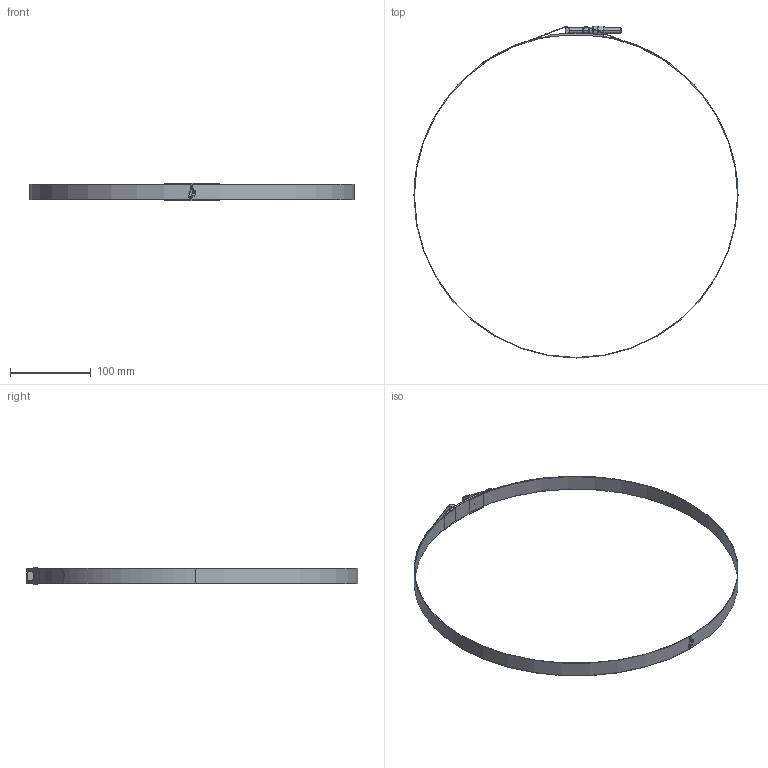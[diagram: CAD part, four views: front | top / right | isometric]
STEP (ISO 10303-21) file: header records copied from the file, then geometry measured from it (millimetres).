
FILE_DESCRIPTION (( 'STEP AP214' ), '1' );
FILE_NAME ('TRI-30021-TBCH-725.step', '2025-10-27T11:22:33', ( '' ), ( '' ), 'SwSTEP 2.0', 'SolidWorks 2025', '' );
FILE_SCHEMA (( 'AUTOMOTIVE_DESIGN' ));
Length unit declared in the file: millimetre
Products named in the file (1): TRI-30021-TBCH-725
Bounding box: 401.22 x 410.95 x 22 mm (x, y, z)
Volume: 22086.3 mm3; surface area: 65096.9 mm2
Topology: 6 solids, 6 shells, 330 faces, 863 edges, 528 vertices
Faces by surface type: cylinder 122, bspline 120, plane 46, torus 23, cone 19
Entity records: 14213 total; most frequent: CARTESIAN_POINT 7248, ORIENTED_EDGE 1678, DIRECTION 1080, EDGE_CURVE 839, VERTEX_POINT 528, AXIS2_PLACEMENT_3D 417, EDGE_LOOP 351, B_SPLINE_CURVE_WITH_KNOTS 342
